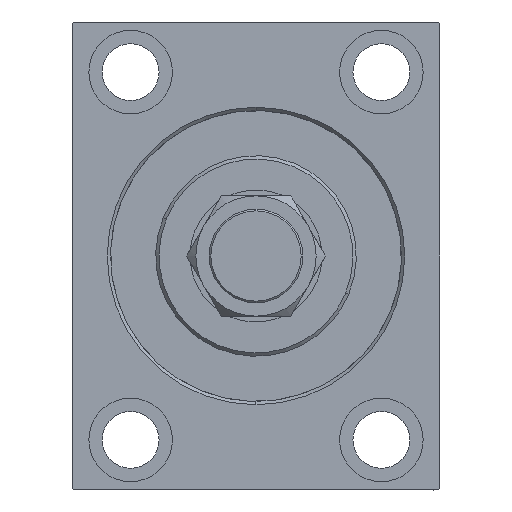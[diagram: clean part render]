
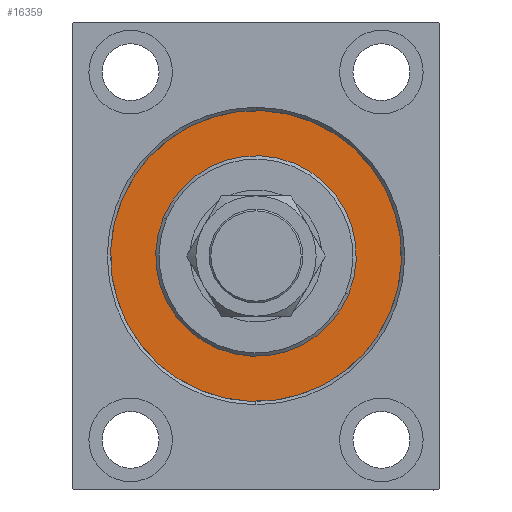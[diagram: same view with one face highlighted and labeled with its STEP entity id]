
A CAD part, left-side view. The second image highlights one B-rep face of the part: STEP entity #16359.
In plain terms, the highlighted face is planar.
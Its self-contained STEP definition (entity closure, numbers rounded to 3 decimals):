
#111 = DIRECTION ( 'NONE',  ( 0., 0., -1. ) ) ;
#112 = AXIS2_PLACEMENT_3D ( 'NONE', #39558, #25238, #706 ) ;
#241 = ORIENTED_EDGE ( 'NONE', *, *, #26056, .F. ) ;
#706 = DIRECTION ( 'NONE',  ( 0., 0., 1. ) ) ;
#1633 = EDGE_LOOP ( 'NONE', ( #241, #39578 ) ) ;
#1886 = ORIENTED_EDGE ( 'NONE', *, *, #43154, .F. ) ;
#2817 = CARTESIAN_POINT ( 'NONE',  ( 0., 0., 30. ) ) ;
#2852 = EDGE_LOOP ( 'NONE', ( #28957, #1886 ) ) ;
#4402 = DIRECTION ( 'NONE',  ( -1., 0., 0. ) ) ;
#5329 = CARTESIAN_POINT ( 'NONE',  ( 0., 0., -43.5 ) ) ;
#8811 = VERTEX_POINT ( 'NONE', #2817 ) ;
#10054 = CARTESIAN_POINT ( 'NONE',  ( 0., 0., 0. ) ) ;
#11819 = AXIS2_PLACEMENT_3D ( 'NONE', #15507, #4402, #29634 ) ;
#12240 = FACE_OUTER_BOUND ( 'NONE', #2852, .T. ) ;
#12469 = FACE_BOUND ( 'NONE', #1633, .T. ) ;
#14025 = CIRCLE ( 'NONE', #11819, 43.5 ) ;
#15244 = DIRECTION ( 'NONE',  ( 0., 0., 1. ) ) ;
#15507 = CARTESIAN_POINT ( 'NONE',  ( 0., 0., 0. ) ) ;
#16325 = CARTESIAN_POINT ( 'NONE',  ( 0., 0., -30. ) ) ;
#16359 = ADVANCED_FACE ( 'NONE', ( #12469, #12240 ), #23114, .F. ) ;
#19634 = CARTESIAN_POINT ( 'NONE',  ( 0., 0., 0. ) ) ;
#23114 = PLANE ( 'NONE',  #23391 ) ;
#23391 = AXIS2_PLACEMENT_3D ( 'NONE', #19634, #37218, #15244 ) ;
#24294 = EDGE_CURVE ( 'NONE', #27489, #8811, #38370, .T. ) ;
#25238 = DIRECTION ( 'NONE',  ( -1., 0., 0. ) ) ;
#26056 = EDGE_CURVE ( 'NONE', #8811, #27489, #36122, .T. ) ;
#26623 = DIRECTION ( 'NONE',  ( 0., 0., -1. ) ) ;
#26992 = VERTEX_POINT ( 'NONE', #5329 ) ;
#27489 = VERTEX_POINT ( 'NONE', #16325 ) ;
#28957 = ORIENTED_EDGE ( 'NONE', *, *, #30491, .F. ) ;
#29123 = CARTESIAN_POINT ( 'NONE',  ( 0., 0., 43.5 ) ) ;
#29473 = AXIS2_PLACEMENT_3D ( 'NONE', #40721, #30559, #26623 ) ;
#29634 = DIRECTION ( 'NONE',  ( 0., 0., 1. ) ) ;
#30491 = EDGE_CURVE ( 'NONE', #26992, #39629, #14025, .T. ) ;
#30559 = DIRECTION ( 'NONE',  ( 1., 0., 0. ) ) ;
#36122 = CIRCLE ( 'NONE', #29473, 30. ) ;
#36338 = CIRCLE ( 'NONE', #112, 43.5 ) ;
#37218 = DIRECTION ( 'NONE',  ( -1., 0., 0. ) ) ;
#38370 = CIRCLE ( 'NONE', #44904, 30. ) ;
#39558 = CARTESIAN_POINT ( 'NONE',  ( 0., 0., 0. ) ) ;
#39578 = ORIENTED_EDGE ( 'NONE', *, *, #24294, .F. ) ;
#39629 = VERTEX_POINT ( 'NONE', #29123 ) ;
#40721 = CARTESIAN_POINT ( 'NONE',  ( 0., 0., 0. ) ) ;
#43154 = EDGE_CURVE ( 'NONE', #39629, #26992, #36338, .T. ) ;
#44904 = AXIS2_PLACEMENT_3D ( 'NONE', #10054, #45432, #111 ) ;
#45432 = DIRECTION ( 'NONE',  ( 1., 0., 0. ) ) ;
